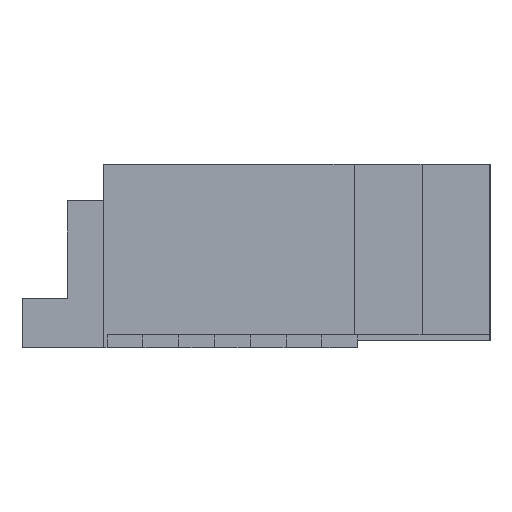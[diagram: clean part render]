
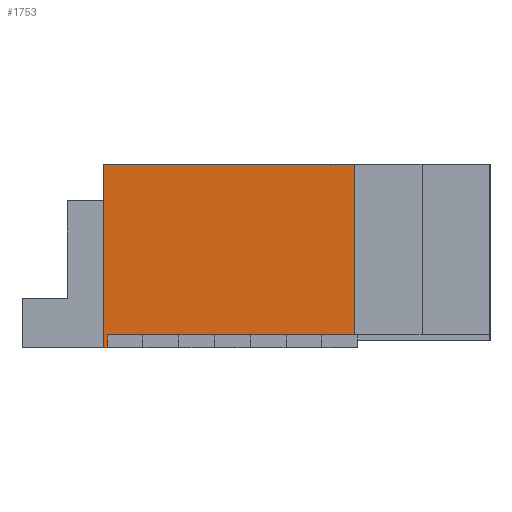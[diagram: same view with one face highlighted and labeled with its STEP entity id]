
A CAD part, left-side view. The second image highlights one B-rep face of the part: STEP entity #1753.
In plain terms, the highlighted planar face has unit normal (-1, 0, 0).
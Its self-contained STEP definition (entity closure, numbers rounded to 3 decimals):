
#40 = VERTEX_POINT('',#41);
#41 = CARTESIAN_POINT('',(-11.935,0.8,2.56));
#47 = EDGE_CURVE('',#48,#40,#50,.T.);
#48 = VERTEX_POINT('',#49);
#49 = CARTESIAN_POINT('',(-11.935,0.8,0.));
#50 = LINE('',#51,#52);
#51 = CARTESIAN_POINT('',(-11.935,0.8,0.));
#52 = VECTOR('',#53,1.);
#53 = DIRECTION('',(0.,0.,1.));
#674 = VERTEX_POINT('',#675);
#675 = CARTESIAN_POINT('',(-11.935,0.75,0.));
#681 = EDGE_CURVE('',#48,#674,#682,.T.);
#682 = LINE('',#683,#684);
#683 = CARTESIAN_POINT('',(-11.935,0.8,0.));
#684 = VECTOR('',#685,1.);
#685 = DIRECTION('',(0.,-1.,0.));
#1753 = ADVANCED_FACE('',(#1754),#1788,.F.);
#1754 = FACE_BOUND('',#1755,.F.);
#1755 = EDGE_LOOP('',(#1756,#1757,#1758,#1766,#1774,#1782));
#1756 = ORIENTED_EDGE('',*,*,#681,.F.);
#1757 = ORIENTED_EDGE('',*,*,#47,.T.);
#1758 = ORIENTED_EDGE('',*,*,#1759,.T.);
#1759 = EDGE_CURVE('',#40,#1760,#1762,.T.);
#1760 = VERTEX_POINT('',#1761);
#1761 = CARTESIAN_POINT('',(-11.935,-2.7,2.56));
#1762 = LINE('',#1763,#1764);
#1763 = CARTESIAN_POINT('',(-11.935,0.8,2.56));
#1764 = VECTOR('',#1765,1.);
#1765 = DIRECTION('',(0.,-1.,0.));
#1766 = ORIENTED_EDGE('',*,*,#1767,.F.);
#1767 = EDGE_CURVE('',#1768,#1760,#1770,.T.);
#1768 = VERTEX_POINT('',#1769);
#1769 = CARTESIAN_POINT('',(-11.935,-2.7,0.18));
#1770 = LINE('',#1771,#1772);
#1771 = CARTESIAN_POINT('',(-11.935,-2.7,0.));
#1772 = VECTOR('',#1773,1.);
#1773 = DIRECTION('',(0.,0.,1.));
#1774 = ORIENTED_EDGE('',*,*,#1775,.F.);
#1775 = EDGE_CURVE('',#1776,#1768,#1778,.T.);
#1776 = VERTEX_POINT('',#1777);
#1777 = CARTESIAN_POINT('',(-11.935,0.75,0.18));
#1778 = LINE('',#1779,#1780);
#1779 = CARTESIAN_POINT('',(-11.935,-0.1,0.18));
#1780 = VECTOR('',#1781,1.);
#1781 = DIRECTION('',(0.,-1.,0.));
#1782 = ORIENTED_EDGE('',*,*,#1783,.T.);
#1783 = EDGE_CURVE('',#1776,#674,#1784,.T.);
#1784 = LINE('',#1785,#1786);
#1785 = CARTESIAN_POINT('',(-11.935,0.75,0.));
#1786 = VECTOR('',#1787,1.);
#1787 = DIRECTION('',(-0.,0.,-1.));
#1788 = PLANE('',#1789);
#1789 = AXIS2_PLACEMENT_3D('',#1790,#1791,#1792);
#1790 = CARTESIAN_POINT('',(-11.935,0.8,0.));
#1791 = DIRECTION('',(1.,0.,0.));
#1792 = DIRECTION('',(0.,-1.,0.));
